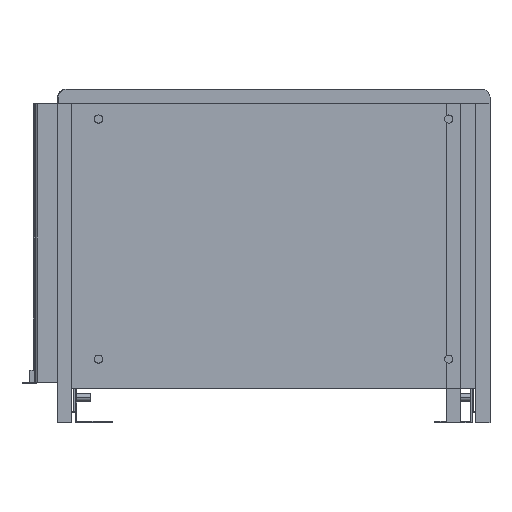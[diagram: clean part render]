
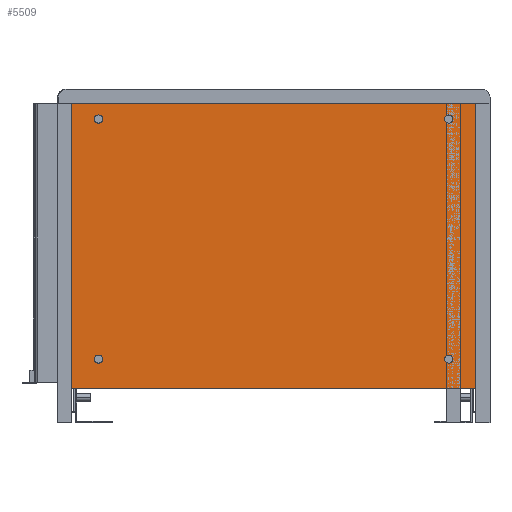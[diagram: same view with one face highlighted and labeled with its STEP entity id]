
A CAD part, front view. The second image highlights one B-rep face of the part: STEP entity #5509.
In plain terms, the highlighted planar face has unit normal (0, -1, 0).
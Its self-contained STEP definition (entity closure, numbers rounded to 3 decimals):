
#204 = LINE ( 'NONE', #4818, #4225 ) ;
#533 = EDGE_CURVE ( 'NONE', #8529, #11500, #204, .T. ) ;
#1238 = DIRECTION ( 'NONE',  ( 1., 0., 0. ) ) ;
#1724 = VERTEX_POINT ( 'NONE', #9827 ) ;
#2261 = CARTESIAN_POINT ( 'NONE',  ( 261., 0., 184. ) ) ;
#2591 = CARTESIAN_POINT ( 'NONE',  ( -261., 0., -184. ) ) ;
#2689 = CARTESIAN_POINT ( 'NONE',  ( 0., 0., 0. ) ) ;
#2728 = EDGE_CURVE ( 'NONE', #9110, #8529, #7425, .T. ) ;
#2836 = DIRECTION ( 'NONE',  ( 0., 0., -1. ) ) ;
#3044 = DIRECTION ( 'NONE',  ( 0., 0., 1. ) ) ;
#3813 = VECTOR ( 'NONE', #5019, 1000. ) ;
#4148 = CARTESIAN_POINT ( 'NONE',  ( -261., 0., -184. ) ) ;
#4225 = VECTOR ( 'NONE', #1238, 1000. ) ;
#4332 = ORIENTED_EDGE ( 'NONE', *, *, #2728, .F. ) ;
#4668 = EDGE_CURVE ( 'NONE', #11500, #1724, #13321, .T. ) ;
#4818 = CARTESIAN_POINT ( 'NONE',  ( -261., 0., 184. ) ) ;
#4913 = DIRECTION ( 'NONE',  ( 0., -1., 0. ) ) ;
#5019 = DIRECTION ( 'NONE',  ( 0., 0., -1. ) ) ;
#5509 = ADVANCED_FACE ( 'NONE', ( #13570 ), #13431, .T. ) ;
#5574 = AXIS2_PLACEMENT_3D ( 'NONE', #2689, #4913, #2836 ) ;
#6612 = ORIENTED_EDGE ( 'NONE', *, *, #8577, .F. ) ;
#7425 = LINE ( 'NONE', #8591, #10566 ) ;
#7997 = ORIENTED_EDGE ( 'NONE', *, *, #4668, .F. ) ;
#8384 = DIRECTION ( 'NONE',  ( -1., 0., 0. ) ) ;
#8529 = VERTEX_POINT ( 'NONE', #12713 ) ;
#8577 = EDGE_CURVE ( 'NONE', #1724, #9110, #9477, .T. ) ;
#8591 = CARTESIAN_POINT ( 'NONE',  ( -261., 0., 184. ) ) ;
#9110 = VERTEX_POINT ( 'NONE', #2591 ) ;
#9316 = CARTESIAN_POINT ( 'NONE',  ( 261., 0., 184. ) ) ;
#9477 = LINE ( 'NONE', #4148, #10806 ) ;
#9827 = CARTESIAN_POINT ( 'NONE',  ( 261., 0., -184. ) ) ;
#10566 = VECTOR ( 'NONE', #3044, 1000. ) ;
#10643 = ORIENTED_EDGE ( 'NONE', *, *, #533, .F. ) ;
#10806 = VECTOR ( 'NONE', #8384, 1000. ) ;
#11500 = VERTEX_POINT ( 'NONE', #2261 ) ;
#11551 = EDGE_LOOP ( 'NONE', ( #7997, #10643, #4332, #6612 ) ) ;
#12713 = CARTESIAN_POINT ( 'NONE',  ( -261., 0., 184. ) ) ;
#13321 = LINE ( 'NONE', #9316, #3813 ) ;
#13431 = PLANE ( 'NONE',  #5574 ) ;
#13570 = FACE_OUTER_BOUND ( 'NONE', #11551, .T. ) ;
